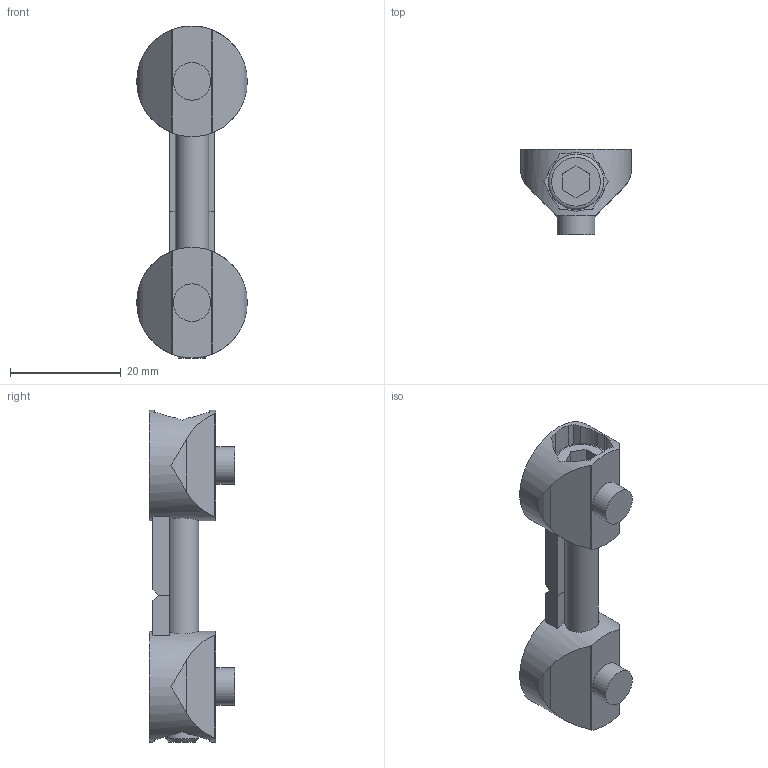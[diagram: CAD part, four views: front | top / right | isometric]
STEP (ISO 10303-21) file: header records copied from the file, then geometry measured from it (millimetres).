
FILE_DESCRIPTION(/* description */ ('KriTec Pneumatik-Universal-Stoßverbindungssatz 8'),/* implementation_level */ '2;1');
FILE_NAME(/* name */ '19004_KriTec_Pneumatik-Universal-Stossverbindungssatz_8.stp',/* time_stamp */ '2019-07-10T15:47:26+02:00',/* author */ ('jendrek'),/* organization */ (''),/* preprocessor_version */ 'ST-DEVELOPER v17',/* originating_system */ 'Autodesk Inventor 2018',/* authorisation */ '');
FILE_SCHEMA (('AUTOMOTIVE_DESIGN { 1 0 10303 214 3 1 1 }'));
Length unit declared in the file: millimetre
Products named in the file (4): 19004; item_0036446_Pneumatik-Universal-Stoss-Verbindungssatz 8; item_0036446_Pneumatik-Universal-Stoss-Verbindungssatz 8_1; item_0036446_Pneumatik-Universal-Stoss-Verbindungssatz 8_2
Assembly tree (3 placements, depth 2):
  19004
    item_0036446_Pneumatik-Universal-Stoss-Verbindungssatz 8
    item_0036446_Pneumatik-Universal-Stoss-Verbindungssatz 8_1
    item_0036446_Pneumatik-Universal-Stoss-Verbindungssatz 8_2
Bounding box: 20 x 15.4 x 60 mm (x, y, z)
Volume: 7007 mm3; surface area: 5695.3 mm2
Topology: 4 solids, 4 shells, 118 faces, 310 edges, 204 vertices
Faces by surface type: plane 68, cylinder 35, cone 13, torus 2
Full cylindrical faces by diameter (mm): 6 x2, 6.2 x2, 6.8 x2, 10 x1, 20 x2
Entity records: 4043 total; most frequent: CARTESIAN_POINT 908, ORIENTED_EDGE 620, DIRECTION 610, EDGE_CURVE 310, AXIS2_PLACEMENT_3D 232, VERTEX_POINT 204, LINE 146, VECTOR 146
